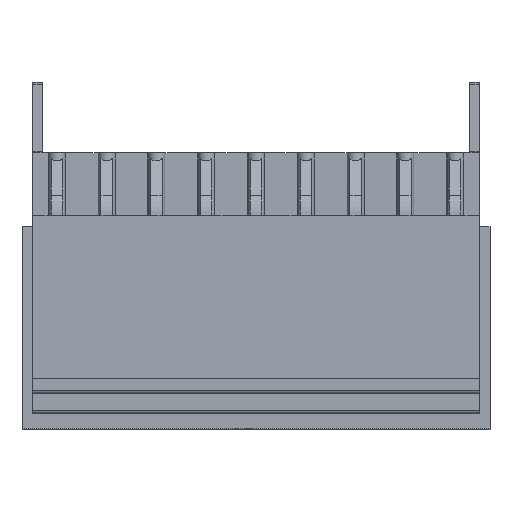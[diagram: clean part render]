
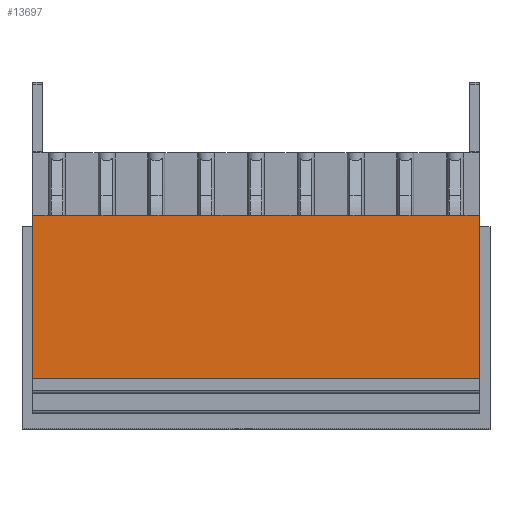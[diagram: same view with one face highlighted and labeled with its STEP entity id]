
A CAD part, top view. The second image highlights one B-rep face of the part: STEP entity #13697.
In plain terms, the highlighted planar face has unit normal (0, 0, 1).
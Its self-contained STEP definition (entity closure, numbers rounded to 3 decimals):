
#13376=AXIS2_PLACEMENT_3D('Plane Axis2P3D',#13373,#13374,#13375) ;
#13373=CARTESIAN_POINT('Axis2P3D Location',(0.,2.5,33.)) ;
#13506=CARTESIAN_POINT('Vertex',(32.15,3.5,33.)) ;
#13509=CARTESIAN_POINT('Line Origine',(16.45,3.5,33.)) ;
#13513=CARTESIAN_POINT('Vertex',(0.75,3.5,33.)) ;
#13528=CARTESIAN_POINT('Line Origine',(32.15,9.25,33.)) ;
#13532=CARTESIAN_POINT('Vertex',(32.15,15.,33.)) ;
#13535=CARTESIAN_POINT('Line Origine',(31.5,15.,33.)) ;
#13539=CARTESIAN_POINT('Vertex',(30.85,15.,33.)) ;
#13542=CARTESIAN_POINT('Line Origine',(30.45,15.,33.)) ;
#13546=CARTESIAN_POINT('Vertex',(30.05,15.,33.)) ;
#13549=CARTESIAN_POINT('Line Origine',(28.7,15.,33.)) ;
#13553=CARTESIAN_POINT('Vertex',(27.35,15.,33.)) ;
#13556=CARTESIAN_POINT('Line Origine',(26.95,15.,33.)) ;
#13560=CARTESIAN_POINT('Vertex',(26.55,15.,33.)) ;
#13563=CARTESIAN_POINT('Line Origine',(25.2,15.,33.)) ;
#13567=CARTESIAN_POINT('Vertex',(23.85,15.,33.)) ;
#13570=CARTESIAN_POINT('Line Origine',(23.45,15.,33.)) ;
#13574=CARTESIAN_POINT('Vertex',(23.05,15.,33.)) ;
#13577=CARTESIAN_POINT('Line Origine',(21.7,15.,33.)) ;
#13581=CARTESIAN_POINT('Vertex',(20.35,15.,33.)) ;
#13584=CARTESIAN_POINT('Line Origine',(19.95,15.,33.)) ;
#13588=CARTESIAN_POINT('Vertex',(19.55,15.,33.)) ;
#13591=CARTESIAN_POINT('Line Origine',(18.2,15.,33.)) ;
#13595=CARTESIAN_POINT('Vertex',(16.85,15.,33.)) ;
#13598=CARTESIAN_POINT('Line Origine',(16.45,15.,33.)) ;
#13602=CARTESIAN_POINT('Vertex',(16.05,15.,33.)) ;
#13605=CARTESIAN_POINT('Line Origine',(14.7,15.,33.)) ;
#13609=CARTESIAN_POINT('Vertex',(13.35,15.,33.)) ;
#13612=CARTESIAN_POINT('Line Origine',(12.95,15.,33.)) ;
#13616=CARTESIAN_POINT('Vertex',(12.55,15.,33.)) ;
#13619=CARTESIAN_POINT('Line Origine',(11.2,15.,33.)) ;
#13623=CARTESIAN_POINT('Vertex',(9.85,15.,33.)) ;
#13626=CARTESIAN_POINT('Line Origine',(9.45,15.,33.)) ;
#13630=CARTESIAN_POINT('Vertex',(9.05,15.,33.)) ;
#13633=CARTESIAN_POINT('Line Origine',(7.7,15.,33.)) ;
#13637=CARTESIAN_POINT('Vertex',(6.35,15.,33.)) ;
#13640=CARTESIAN_POINT('Line Origine',(5.95,15.,33.)) ;
#13644=CARTESIAN_POINT('Vertex',(5.55,15.,33.)) ;
#13647=CARTESIAN_POINT('Line Origine',(4.2,15.,33.)) ;
#13651=CARTESIAN_POINT('Vertex',(2.85,15.,33.)) ;
#13654=CARTESIAN_POINT('Line Origine',(2.45,15.,33.)) ;
#13658=CARTESIAN_POINT('Vertex',(2.05,15.,33.)) ;
#13661=CARTESIAN_POINT('Line Origine',(1.4,15.,33.)) ;
#13665=CARTESIAN_POINT('Vertex',(0.75,15.,33.)) ;
#13668=CARTESIAN_POINT('Line Origine',(0.75,9.25,33.)) ;
#13374=DIRECTION('Axis2P3D Direction',(-0.,0.,1.)) ;
#13375=DIRECTION('Axis2P3D XDirection',(0.,-1.,0.)) ;
#13510=DIRECTION('Vector Direction',(1.,0.,0.)) ;
#13529=DIRECTION('Vector Direction',(0.,-1.,0.)) ;
#13536=DIRECTION('Vector Direction',(1.,0.,0.)) ;
#13543=DIRECTION('Vector Direction',(1.,0.,0.)) ;
#13550=DIRECTION('Vector Direction',(1.,0.,0.)) ;
#13557=DIRECTION('Vector Direction',(1.,0.,0.)) ;
#13564=DIRECTION('Vector Direction',(1.,0.,0.)) ;
#13571=DIRECTION('Vector Direction',(1.,0.,0.)) ;
#13578=DIRECTION('Vector Direction',(1.,0.,0.)) ;
#13585=DIRECTION('Vector Direction',(1.,0.,0.)) ;
#13592=DIRECTION('Vector Direction',(1.,0.,0.)) ;
#13599=DIRECTION('Vector Direction',(1.,0.,0.)) ;
#13606=DIRECTION('Vector Direction',(1.,0.,0.)) ;
#13613=DIRECTION('Vector Direction',(1.,0.,0.)) ;
#13620=DIRECTION('Vector Direction',(1.,0.,0.)) ;
#13627=DIRECTION('Vector Direction',(1.,0.,0.)) ;
#13634=DIRECTION('Vector Direction',(1.,0.,0.)) ;
#13641=DIRECTION('Vector Direction',(1.,0.,0.)) ;
#13648=DIRECTION('Vector Direction',(1.,0.,0.)) ;
#13655=DIRECTION('Vector Direction',(1.,0.,0.)) ;
#13662=DIRECTION('Vector Direction',(1.,0.,0.)) ;
#13669=DIRECTION('Vector Direction',(0.,-1.,0.)) ;
#13511=VECTOR('Line Direction',#13510,1.) ;
#13530=VECTOR('Line Direction',#13529,1.) ;
#13537=VECTOR('Line Direction',#13536,1.) ;
#13544=VECTOR('Line Direction',#13543,1.) ;
#13551=VECTOR('Line Direction',#13550,1.) ;
#13558=VECTOR('Line Direction',#13557,1.) ;
#13565=VECTOR('Line Direction',#13564,1.) ;
#13572=VECTOR('Line Direction',#13571,1.) ;
#13579=VECTOR('Line Direction',#13578,1.) ;
#13586=VECTOR('Line Direction',#13585,1.) ;
#13593=VECTOR('Line Direction',#13592,1.) ;
#13600=VECTOR('Line Direction',#13599,1.) ;
#13607=VECTOR('Line Direction',#13606,1.) ;
#13614=VECTOR('Line Direction',#13613,1.) ;
#13621=VECTOR('Line Direction',#13620,1.) ;
#13628=VECTOR('Line Direction',#13627,1.) ;
#13635=VECTOR('Line Direction',#13634,1.) ;
#13642=VECTOR('Line Direction',#13641,1.) ;
#13649=VECTOR('Line Direction',#13648,1.) ;
#13656=VECTOR('Line Direction',#13655,1.) ;
#13663=VECTOR('Line Direction',#13662,1.) ;
#13670=VECTOR('Line Direction',#13669,1.) ;
#13674=ORIENTED_EDGE('',*,*,#13534,.T.) ;
#13675=ORIENTED_EDGE('',*,*,#13541,.F.) ;
#13676=ORIENTED_EDGE('',*,*,#13548,.F.) ;
#13677=ORIENTED_EDGE('',*,*,#13555,.F.) ;
#13678=ORIENTED_EDGE('',*,*,#13562,.F.) ;
#13679=ORIENTED_EDGE('',*,*,#13569,.F.) ;
#13680=ORIENTED_EDGE('',*,*,#13576,.F.) ;
#13681=ORIENTED_EDGE('',*,*,#13583,.F.) ;
#13682=ORIENTED_EDGE('',*,*,#13590,.F.) ;
#13683=ORIENTED_EDGE('',*,*,#13597,.F.) ;
#13684=ORIENTED_EDGE('',*,*,#13604,.F.) ;
#13685=ORIENTED_EDGE('',*,*,#13611,.F.) ;
#13686=ORIENTED_EDGE('',*,*,#13618,.F.) ;
#13687=ORIENTED_EDGE('',*,*,#13625,.F.) ;
#13688=ORIENTED_EDGE('',*,*,#13632,.F.) ;
#13689=ORIENTED_EDGE('',*,*,#13639,.F.) ;
#13690=ORIENTED_EDGE('',*,*,#13646,.F.) ;
#13691=ORIENTED_EDGE('',*,*,#13653,.F.) ;
#13692=ORIENTED_EDGE('',*,*,#13660,.F.) ;
#13693=ORIENTED_EDGE('',*,*,#13667,.F.) ;
#13694=ORIENTED_EDGE('',*,*,#13672,.F.) ;
#13695=ORIENTED_EDGE('',*,*,#13515,.T.) ;
#13697=ADVANCED_FACE('_S2CD-THR 3.5/36/90LF 3.2 SN BK BX 1357990000',(#13696),#13377,.T.) ;
#13515=EDGE_CURVE('',#13514,#13507,#13512,.T.) ;
#13534=EDGE_CURVE('',#13507,#13533,#13531,.F.) ;
#13541=EDGE_CURVE('',#13540,#13533,#13538,.T.) ;
#13548=EDGE_CURVE('',#13547,#13540,#13545,.T.) ;
#13555=EDGE_CURVE('',#13554,#13547,#13552,.T.) ;
#13562=EDGE_CURVE('',#13561,#13554,#13559,.T.) ;
#13569=EDGE_CURVE('',#13568,#13561,#13566,.T.) ;
#13576=EDGE_CURVE('',#13575,#13568,#13573,.T.) ;
#13583=EDGE_CURVE('',#13582,#13575,#13580,.T.) ;
#13590=EDGE_CURVE('',#13589,#13582,#13587,.T.) ;
#13597=EDGE_CURVE('',#13596,#13589,#13594,.T.) ;
#13604=EDGE_CURVE('',#13603,#13596,#13601,.T.) ;
#13611=EDGE_CURVE('',#13610,#13603,#13608,.T.) ;
#13618=EDGE_CURVE('',#13617,#13610,#13615,.T.) ;
#13625=EDGE_CURVE('',#13624,#13617,#13622,.T.) ;
#13632=EDGE_CURVE('',#13631,#13624,#13629,.T.) ;
#13639=EDGE_CURVE('',#13638,#13631,#13636,.T.) ;
#13646=EDGE_CURVE('',#13645,#13638,#13643,.T.) ;
#13653=EDGE_CURVE('',#13652,#13645,#13650,.T.) ;
#13660=EDGE_CURVE('',#13659,#13652,#13657,.T.) ;
#13667=EDGE_CURVE('',#13666,#13659,#13664,.T.) ;
#13672=EDGE_CURVE('',#13514,#13666,#13671,.F.) ;
#13673=EDGE_LOOP('',(#13674,#13675,#13676,#13677,#13678,#13679,#13680,#13681,#13682,#13683,#13684,#13685,#13686,#13687,#13688,#13689,#13690,#13691,#13692,#13693,#13694,#13695)) ;
#13696=FACE_OUTER_BOUND('',#13673,.T.) ;
#13512=LINE('Line',#13509,#13511) ;
#13531=LINE('Line',#13528,#13530) ;
#13538=LINE('Line',#13535,#13537) ;
#13545=LINE('Line',#13542,#13544) ;
#13552=LINE('Line',#13549,#13551) ;
#13559=LINE('Line',#13556,#13558) ;
#13566=LINE('Line',#13563,#13565) ;
#13573=LINE('Line',#13570,#13572) ;
#13580=LINE('Line',#13577,#13579) ;
#13587=LINE('Line',#13584,#13586) ;
#13594=LINE('Line',#13591,#13593) ;
#13601=LINE('Line',#13598,#13600) ;
#13608=LINE('Line',#13605,#13607) ;
#13615=LINE('Line',#13612,#13614) ;
#13622=LINE('Line',#13619,#13621) ;
#13629=LINE('Line',#13626,#13628) ;
#13636=LINE('Line',#13633,#13635) ;
#13643=LINE('Line',#13640,#13642) ;
#13650=LINE('Line',#13647,#13649) ;
#13657=LINE('Line',#13654,#13656) ;
#13664=LINE('Line',#13661,#13663) ;
#13671=LINE('Line',#13668,#13670) ;
#13377=PLANE('',#13376) ;
#13507=VERTEX_POINT('',#13506) ;
#13514=VERTEX_POINT('',#13513) ;
#13533=VERTEX_POINT('',#13532) ;
#13540=VERTEX_POINT('',#13539) ;
#13547=VERTEX_POINT('',#13546) ;
#13554=VERTEX_POINT('',#13553) ;
#13561=VERTEX_POINT('',#13560) ;
#13568=VERTEX_POINT('',#13567) ;
#13575=VERTEX_POINT('',#13574) ;
#13582=VERTEX_POINT('',#13581) ;
#13589=VERTEX_POINT('',#13588) ;
#13596=VERTEX_POINT('',#13595) ;
#13603=VERTEX_POINT('',#13602) ;
#13610=VERTEX_POINT('',#13609) ;
#13617=VERTEX_POINT('',#13616) ;
#13624=VERTEX_POINT('',#13623) ;
#13631=VERTEX_POINT('',#13630) ;
#13638=VERTEX_POINT('',#13637) ;
#13645=VERTEX_POINT('',#13644) ;
#13652=VERTEX_POINT('',#13651) ;
#13659=VERTEX_POINT('',#13658) ;
#13666=VERTEX_POINT('',#13665) ;
